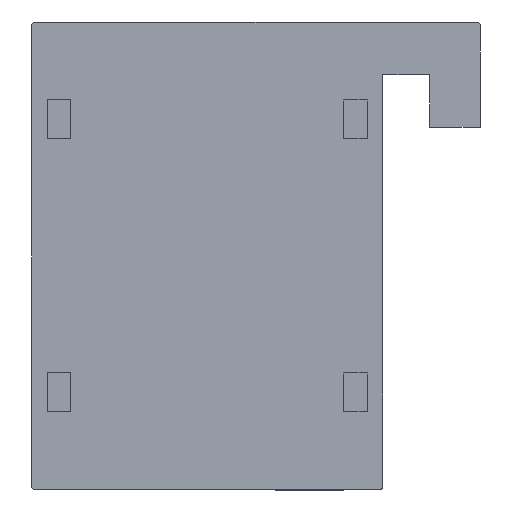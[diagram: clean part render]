
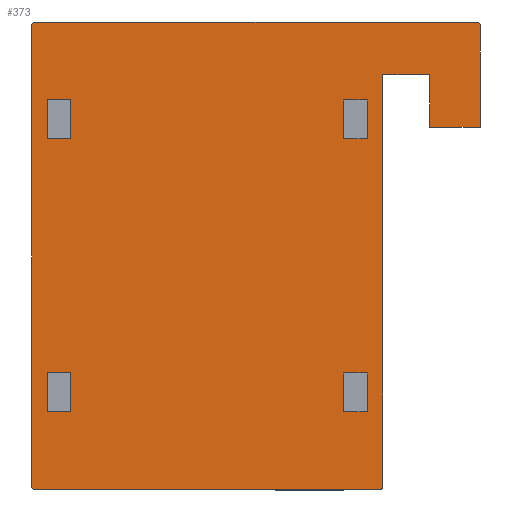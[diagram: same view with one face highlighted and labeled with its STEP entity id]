
A CAD part, left-side view. The second image highlights one B-rep face of the part: STEP entity #373.
In plain terms, the highlighted face is planar.
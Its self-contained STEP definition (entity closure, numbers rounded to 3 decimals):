
#373=ADVANCED_FACE('',(#697,#699,#701,#703,#705),#707,.F.);
#697=FACE_BOUND('',#698,.T.);
#698=EDGE_LOOP('',(#1275,#1276,#1277,#1278,#1279,#1280,#1281,#1282,#1283,#1284,#1285,
#1286));
#699=FACE_BOUND('',#700,.T.);
#700=EDGE_LOOP('',(#1287,#1288,#1289,#1290));
#701=FACE_BOUND('',#702,.T.);
#702=EDGE_LOOP('',(#1291,#1292,#1293,#1294));
#703=FACE_BOUND('',#704,.T.);
#704=EDGE_LOOP('',(#1295,#1296,#1297,#1298));
#705=FACE_BOUND('',#706,.T.);
#706=EDGE_LOOP('',(#1299,#1300,#1301,#1302));
#707=PLANE('',#708);
#708=AXIS2_PLACEMENT_3D('',#709,#710,#711);
#709=CARTESIAN_POINT('',(0.,0.,0.));
#710=DIRECTION('',(0.,1.,0.));
#711=DIRECTION('',(-1.,0.,0.));
#1275=ORIENTED_EDGE('',*,*,#1667,.F.);
#1276=ORIENTED_EDGE('',*,*,#1668,.F.);
#1277=ORIENTED_EDGE('',*,*,#1669,.F.);
#1278=ORIENTED_EDGE('',*,*,#1670,.F.);
#1279=ORIENTED_EDGE('',*,*,#1671,.F.);
#1280=ORIENTED_EDGE('',*,*,#1672,.F.);
#1281=ORIENTED_EDGE('',*,*,#1673,.F.);
#1282=ORIENTED_EDGE('',*,*,#1674,.F.);
#1283=ORIENTED_EDGE('',*,*,#1675,.F.);
#1284=ORIENTED_EDGE('',*,*,#1676,.F.);
#1285=ORIENTED_EDGE('',*,*,#1677,.F.);
#1286=ORIENTED_EDGE('',*,*,#1678,.F.);
#1287=ORIENTED_EDGE('',*,*,#1679,.T.);
#1288=ORIENTED_EDGE('',*,*,#1680,.T.);
#1289=ORIENTED_EDGE('',*,*,#1681,.T.);
#1290=ORIENTED_EDGE('',*,*,#1682,.T.);
#1291=ORIENTED_EDGE('',*,*,#1683,.T.);
#1292=ORIENTED_EDGE('',*,*,#1684,.T.);
#1293=ORIENTED_EDGE('',*,*,#1685,.T.);
#1294=ORIENTED_EDGE('',*,*,#1686,.T.);
#1295=ORIENTED_EDGE('',*,*,#1687,.T.);
#1296=ORIENTED_EDGE('',*,*,#1688,.T.);
#1297=ORIENTED_EDGE('',*,*,#1689,.T.);
#1298=ORIENTED_EDGE('',*,*,#1690,.T.);
#1299=ORIENTED_EDGE('',*,*,#1691,.T.);
#1300=ORIENTED_EDGE('',*,*,#1692,.T.);
#1301=ORIENTED_EDGE('',*,*,#1693,.T.);
#1302=ORIENTED_EDGE('',*,*,#1694,.T.);
#1667=EDGE_CURVE('',#1951,#1952,#1953,.F.);
#1668=EDGE_CURVE('',#1954,#1951,#1955,.T.);
#1669=EDGE_CURVE('',#1956,#1954,#1957,.T.);
#1670=EDGE_CURVE('',#1958,#1956,#1959,.T.);
#1671=EDGE_CURVE('',#1960,#1958,#1961,.T.);
#1672=EDGE_CURVE('',#1962,#1960,#1963,.T.);
#1673=EDGE_CURVE('',#1964,#1962,#1965,.F.);
#1674=EDGE_CURVE('',#1966,#1964,#1967,.T.);
#1675=EDGE_CURVE('',#1968,#1966,#1969,.F.);
#1676=EDGE_CURVE('',#1970,#1968,#1971,.T.);
#1677=EDGE_CURVE('',#1972,#1970,#1973,.F.);
#1678=EDGE_CURVE('',#1952,#1972,#1974,.T.);
#1679=EDGE_CURVE('',#1975,#1976,#1977,.T.);
#1680=EDGE_CURVE('',#1976,#1978,#1979,.T.);
#1681=EDGE_CURVE('',#1978,#1980,#1981,.T.);
#1682=EDGE_CURVE('',#1980,#1975,#1982,.T.);
#1683=EDGE_CURVE('',#1983,#1984,#1985,.T.);
#1684=EDGE_CURVE('',#1984,#1986,#1987,.T.);
#1685=EDGE_CURVE('',#1986,#1988,#1989,.T.);
#1686=EDGE_CURVE('',#1988,#1983,#1990,.T.);
#1687=EDGE_CURVE('',#1991,#1992,#1993,.T.);
#1688=EDGE_CURVE('',#1992,#1994,#1995,.T.);
#1689=EDGE_CURVE('',#1994,#1996,#1997,.T.);
#1690=EDGE_CURVE('',#1996,#1991,#1998,.T.);
#1691=EDGE_CURVE('',#1999,#2000,#2001,.T.);
#1692=EDGE_CURVE('',#2000,#2002,#2003,.T.);
#1693=EDGE_CURVE('',#2002,#2004,#2005,.T.);
#1694=EDGE_CURVE('',#2004,#1999,#2006,.T.);
#1951=VERTEX_POINT('',#2507);
#1952=VERTEX_POINT('',#2508);
#1953=CIRCLE('',#2509,1.);
#1954=VERTEX_POINT('',#2513);
#1955=LINE('',#2514,#2515);
#1956=VERTEX_POINT('',#2517);
#1957=LINE('',#2518,#2519);
#1958=VERTEX_POINT('',#2521);
#1959=LINE('',#2522,#2523);
#1960=VERTEX_POINT('',#2525);
#1961=LINE('',#2526,#2527);
#1962=VERTEX_POINT('',#2529);
#1963=LINE('',#2530,#2531);
#1964=VERTEX_POINT('',#2533);
#1965=CIRCLE('',#2534,1.);
#1966=VERTEX_POINT('',#2538);
#1967=LINE('',#2539,#2540);
#1968=VERTEX_POINT('',#2542);
#1969=CIRCLE('',#2543,1.);
#1970=VERTEX_POINT('',#2547);
#1971=LINE('',#2548,#2549);
#1972=VERTEX_POINT('',#2551);
#1973=CIRCLE('',#2552,1.);
#1974=LINE('',#2556,#2557);
#1975=VERTEX_POINT('',#2559);
#1976=VERTEX_POINT('',#2560);
#1977=LINE('',#2561,#2562);
#1978=VERTEX_POINT('',#2564);
#1979=LINE('',#2565,#2566);
#1980=VERTEX_POINT('',#2568);
#1981=LINE('',#2569,#2570);
#1982=LINE('',#2572,#2573);
#1983=VERTEX_POINT('',#2575);
#1984=VERTEX_POINT('',#2576);
#1985=LINE('',#2577,#2578);
#1986=VERTEX_POINT('',#2580);
#1987=LINE('',#2581,#2582);
#1988=VERTEX_POINT('',#2584);
#1989=LINE('',#2585,#2586);
#1990=LINE('',#2588,#2589);
#1991=VERTEX_POINT('',#2591);
#1992=VERTEX_POINT('',#2592);
#1993=LINE('',#2593,#2594);
#1994=VERTEX_POINT('',#2596);
#1995=LINE('',#2597,#2598);
#1996=VERTEX_POINT('',#2600);
#1997=LINE('',#2601,#2602);
#1998=LINE('',#2604,#2605);
#1999=VERTEX_POINT('',#2607);
#2000=VERTEX_POINT('',#2608);
#2001=LINE('',#2609,#2610);
#2002=VERTEX_POINT('',#2612);
#2003=LINE('',#2613,#2614);
#2004=VERTEX_POINT('',#2616);
#2005=LINE('',#2617,#2618);
#2006=LINE('',#2620,#2621);
#2507=CARTESIAN_POINT('',(0.,0.,1.));
#2508=CARTESIAN_POINT('',(-1.,0.,0.));
#2509=AXIS2_PLACEMENT_3D('',#2510,#2511,#2512);
#2510=CARTESIAN_POINT('',(-1.,0.,1.));
#2511=DIRECTION('',(0.,-1.,0.));
#2512=DIRECTION('',(0.,0.,-1.));
#2513=CARTESIAN_POINT('',(0.,0.,106.5));
#2514=CARTESIAN_POINT('',(0.,0.,106.5));
#2515=VECTOR('',#2516,1.);
#2516=DIRECTION('',(0.,0.,-1.));
#2517=CARTESIAN_POINT('',(12.,0.,106.5));
#2518=CARTESIAN_POINT('',(12.,0.,106.5));
#2519=VECTOR('',#2520,1.);
#2520=DIRECTION('',(-1.,0.,0.));
#2521=CARTESIAN_POINT('',(12.,0.,93.));
#2522=CARTESIAN_POINT('',(12.,0.,93.));
#2523=VECTOR('',#2524,1.);
#2524=DIRECTION('',(0.,0.,1.));
#2525=CARTESIAN_POINT('',(25.,0.,93.));
#2526=CARTESIAN_POINT('',(25.,0.,93.));
#2527=VECTOR('',#2528,1.);
#2528=DIRECTION('',(-1.,0.,0.));
#2529=CARTESIAN_POINT('',(25.,0.,119.));
#2530=CARTESIAN_POINT('',(25.,0.,119.));
#2531=VECTOR('',#2532,1.);
#2532=DIRECTION('',(0.,0.,-1.));
#2533=CARTESIAN_POINT('',(24.,0.,120.));
#2534=AXIS2_PLACEMENT_3D('',#2535,#2536,#2537);
#2535=CARTESIAN_POINT('',(24.,0.,119.));
#2536=DIRECTION('',(0.,-1.,0.));
#2537=DIRECTION('',(1.,0.,0.));
#2538=CARTESIAN_POINT('',(-89.,0.,120.));
#2539=CARTESIAN_POINT('',(-89.,0.,120.));
#2540=VECTOR('',#2541,1.);
#2541=DIRECTION('',(1.,0.,0.));
#2542=CARTESIAN_POINT('',(-90.,0.,119.));
#2543=AXIS2_PLACEMENT_3D('',#2544,#2545,#2546);
#2544=CARTESIAN_POINT('',(-89.,0.,119.));
#2545=DIRECTION('',(0.,-1.,0.));
#2546=DIRECTION('',(0.,0.,1.));
#2547=CARTESIAN_POINT('',(-90.,0.,1.));
#2548=CARTESIAN_POINT('',(-90.,0.,1.));
#2549=VECTOR('',#2550,1.);
#2550=DIRECTION('',(0.,0.,1.));
#2551=CARTESIAN_POINT('',(-89.,0.,0.));
#2552=AXIS2_PLACEMENT_3D('',#2553,#2554,#2555);
#2553=CARTESIAN_POINT('',(-89.,0.,1.));
#2554=DIRECTION('',(0.,-1.,0.));
#2555=DIRECTION('',(-1.,0.,0.));
#2556=CARTESIAN_POINT('',(-1.,0.,0.));
#2557=VECTOR('',#2558,1.);
#2558=DIRECTION('',(-1.,0.,0.));
#2559=CARTESIAN_POINT('',(-10.,0.,100.));
#2560=CARTESIAN_POINT('',(-4.,0.,100.));
#2561=CARTESIAN_POINT('',(-10.,0.,100.));
#2562=VECTOR('',#2563,1.);
#2563=DIRECTION('',(1.,0.,0.));
#2564=CARTESIAN_POINT('',(-4.,0.,90.));
#2565=CARTESIAN_POINT('',(-4.,0.,100.));
#2566=VECTOR('',#2567,1.);
#2567=DIRECTION('',(0.,0.,-1.));
#2568=CARTESIAN_POINT('',(-10.,0.,90.));
#2569=CARTESIAN_POINT('',(-4.,0.,90.));
#2570=VECTOR('',#2571,1.);
#2571=DIRECTION('',(-1.,0.,0.));
#2572=CARTESIAN_POINT('',(-10.,0.,90.));
#2573=VECTOR('',#2574,1.);
#2574=DIRECTION('',(0.,0.,1.));
#2575=CARTESIAN_POINT('',(-10.,0.,30.));
#2576=CARTESIAN_POINT('',(-4.,0.,30.));
#2577=CARTESIAN_POINT('',(-10.,0.,30.));
#2578=VECTOR('',#2579,1.);
#2579=DIRECTION('',(1.,0.,0.));
#2580=CARTESIAN_POINT('',(-4.,0.,20.));
#2581=CARTESIAN_POINT('',(-4.,0.,30.));
#2582=VECTOR('',#2583,1.);
#2583=DIRECTION('',(0.,0.,-1.));
#2584=CARTESIAN_POINT('',(-10.,0.,20.));
#2585=CARTESIAN_POINT('',(-4.,0.,20.));
#2586=VECTOR('',#2587,1.);
#2587=DIRECTION('',(-1.,0.,0.));
#2588=CARTESIAN_POINT('',(-10.,0.,20.));
#2589=VECTOR('',#2590,1.);
#2590=DIRECTION('',(0.,0.,1.));
#2591=CARTESIAN_POINT('',(-86.,0.,100.));
#2592=CARTESIAN_POINT('',(-80.,0.,100.));
#2593=CARTESIAN_POINT('',(-86.,0.,100.));
#2594=VECTOR('',#2595,1.);
#2595=DIRECTION('',(1.,0.,0.));
#2596=CARTESIAN_POINT('',(-80.,0.,90.));
#2597=CARTESIAN_POINT('',(-80.,0.,100.));
#2598=VECTOR('',#2599,1.);
#2599=DIRECTION('',(0.,0.,-1.));
#2600=CARTESIAN_POINT('',(-86.,0.,90.));
#2601=CARTESIAN_POINT('',(-80.,0.,90.));
#2602=VECTOR('',#2603,1.);
#2603=DIRECTION('',(-1.,0.,0.));
#2604=CARTESIAN_POINT('',(-86.,0.,90.));
#2605=VECTOR('',#2606,1.);
#2606=DIRECTION('',(0.,0.,1.));
#2607=CARTESIAN_POINT('',(-86.,0.,30.));
#2608=CARTESIAN_POINT('',(-80.,0.,30.));
#2609=CARTESIAN_POINT('',(-86.,0.,30.));
#2610=VECTOR('',#2611,1.);
#2611=DIRECTION('',(1.,0.,0.));
#2612=CARTESIAN_POINT('',(-80.,0.,20.));
#2613=CARTESIAN_POINT('',(-80.,0.,30.));
#2614=VECTOR('',#2615,1.);
#2615=DIRECTION('',(0.,0.,-1.));
#2616=CARTESIAN_POINT('',(-86.,0.,20.));
#2617=CARTESIAN_POINT('',(-80.,0.,20.));
#2618=VECTOR('',#2619,1.);
#2619=DIRECTION('',(-1.,0.,0.));
#2620=CARTESIAN_POINT('',(-86.,0.,20.));
#2621=VECTOR('',#2622,1.);
#2622=DIRECTION('',(0.,0.,1.));
